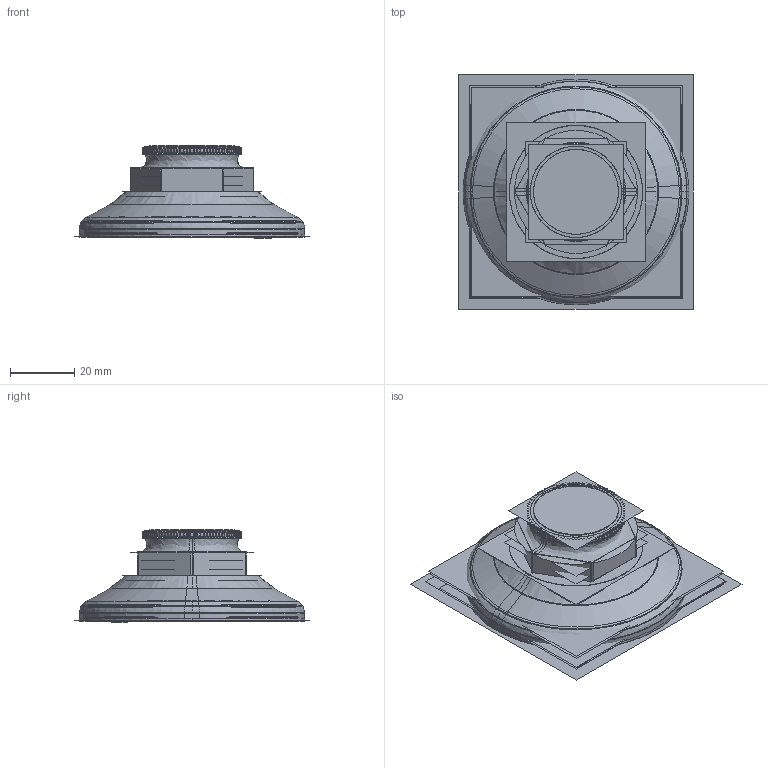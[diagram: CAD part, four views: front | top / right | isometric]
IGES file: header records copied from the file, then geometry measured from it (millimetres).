
Start section:  PTC IGES file: 4839b_asm.igs
Global section: file name: 4839b_asm.igs; native system: Creo Parametric by Parametric Technology Corporation; preprocessor: 2013150; author: rsmith; organization: Unknown; date: 20150901.163227; units: inch
Bounding box: 72.91 x 72.93 x 28.69 mm (x, y, z)
Surface area: 132889.4 mm2 (no closed solid volume)
Topology: 0 solids, 0 shells, 1858 faces, 22350 edges, 28823 vertices
Faces by surface type: bspline 1268, revolution 590
